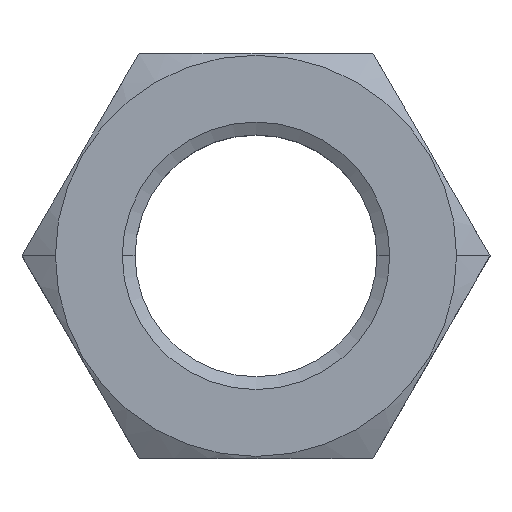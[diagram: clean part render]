
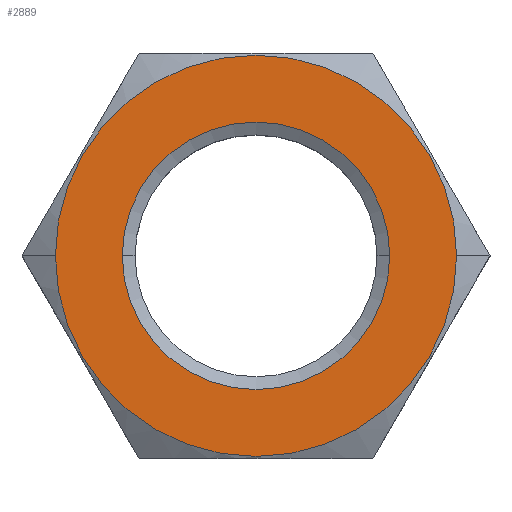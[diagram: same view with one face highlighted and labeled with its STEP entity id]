
A CAD part, top view. The second image highlights one B-rep face of the part: STEP entity #2889.
In plain terms, the highlighted planar face has unit normal (0, 0, 1).
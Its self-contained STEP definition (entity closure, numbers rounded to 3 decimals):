
#38 = PLANE ( 'NONE',  #805 ) ;
#111 = CARTESIAN_POINT ( 'NONE',  ( -37.125, 0., 0. ) ) ;
#112 = CARTESIAN_POINT ( 'NONE',  ( 21.651, -37.5, 0. ) ) ;
#135 = EDGE_CURVE ( 'NONE', #2971, #2580, #2056, .T. ) ;
#181 = CARTESIAN_POINT ( 'NONE',  ( 0., 0., 0. ) ) ;
#187 = DIRECTION ( 'NONE',  ( 0., 0., 1. ) ) ;
#227 = DIRECTION ( 'NONE',  ( -1., 0., 0. ) ) ;
#285 = AXIS2_PLACEMENT_3D ( 'NONE', #181, #644, #227 ) ;
#458 = CARTESIAN_POINT ( 'NONE',  ( -24.751, 0., 0. ) ) ;
#508 = AXIS2_PLACEMENT_3D ( 'NONE', #3325, #3065, #3264 ) ;
#534 = DIRECTION ( 'NONE',  ( 1., 0., 0. ) ) ;
#540 = AXIS2_PLACEMENT_3D ( 'NONE', #2256, #2270, #2277 ) ;
#556 = DIRECTION ( 'NONE',  ( 0., 0., -1. ) ) ;
#644 = DIRECTION ( 'NONE',  ( 0., 0., -1. ) ) ;
#654 = CIRCLE ( 'NONE', #540, 24.751 ) ;
#658 = CARTESIAN_POINT ( 'NONE',  ( 0., 0., 0. ) ) ;
#725 = CARTESIAN_POINT ( 'NONE',  ( 24.751, 0., 0. ) ) ;
#805 = AXIS2_PLACEMENT_3D ( 'NONE', #112, #187, #534 ) ;
#871 = VERTEX_POINT ( 'NONE', #3226 ) ;
#882 = EDGE_CURVE ( 'NONE', #1618, #871, #1758, .T. ) ;
#944 = FACE_OUTER_BOUND ( 'NONE', #2539, .T. ) ;
#981 = FACE_BOUND ( 'NONE', #1898, .T. ) ;
#1618 = VERTEX_POINT ( 'NONE', #111 ) ;
#1687 = CIRCLE ( 'NONE', #285, 37.125 ) ;
#1758 = CIRCLE ( 'NONE', #2496, 37.125 ) ;
#1898 = EDGE_LOOP ( 'NONE', ( #3199, #3329 ) ) ;
#2056 = CIRCLE ( 'NONE', #508, 24.751 ) ;
#2256 = CARTESIAN_POINT ( 'NONE',  ( 0., 0., 0. ) ) ;
#2258 = EDGE_CURVE ( 'NONE', #871, #1618, #1687, .T. ) ;
#2270 = DIRECTION ( 'NONE',  ( 0., 0., -1. ) ) ;
#2277 = DIRECTION ( 'NONE',  ( 1., 0., 0. ) ) ;
#2382 = DIRECTION ( 'NONE',  ( -1., 0., 0. ) ) ;
#2496 = AXIS2_PLACEMENT_3D ( 'NONE', #658, #556, #2382 ) ;
#2539 = EDGE_LOOP ( 'NONE', ( #3330, #2830 ) ) ;
#2580 = VERTEX_POINT ( 'NONE', #458 ) ;
#2830 = ORIENTED_EDGE ( 'NONE', *, *, #2258, .F. ) ;
#2889 = ADVANCED_FACE ( 'NONE', ( #981, #944 ), #38, .T. ) ;
#2971 = VERTEX_POINT ( 'NONE', #725 ) ;
#3065 = DIRECTION ( 'NONE',  ( 0., 0., -1. ) ) ;
#3073 = EDGE_CURVE ( 'NONE', #2580, #2971, #654, .T. ) ;
#3199 = ORIENTED_EDGE ( 'NONE', *, *, #135, .T. ) ;
#3226 = CARTESIAN_POINT ( 'NONE',  ( 37.125, 0., 0. ) ) ;
#3264 = DIRECTION ( 'NONE',  ( 1., 0., 0. ) ) ;
#3325 = CARTESIAN_POINT ( 'NONE',  ( 0., 0., 0. ) ) ;
#3329 = ORIENTED_EDGE ( 'NONE', *, *, #3073, .T. ) ;
#3330 = ORIENTED_EDGE ( 'NONE', *, *, #882, .F. ) ;
